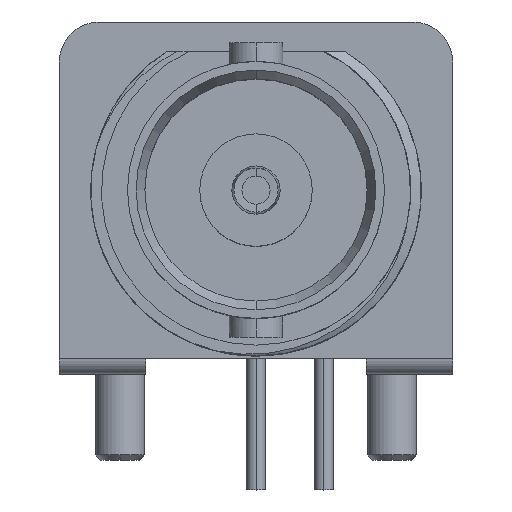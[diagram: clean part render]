
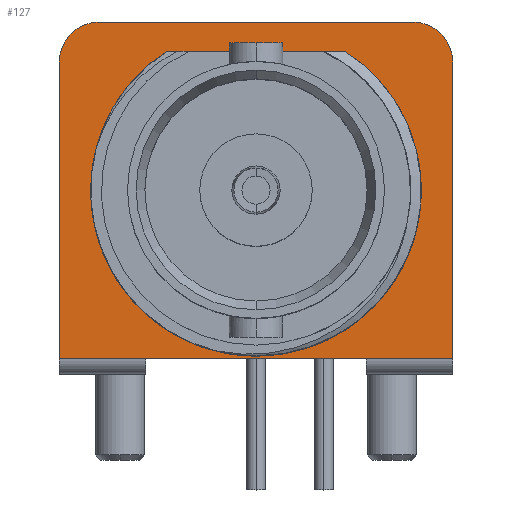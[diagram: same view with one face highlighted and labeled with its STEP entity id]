
A CAD part, top view. The second image highlights one B-rep face of the part: STEP entity #127.
In plain terms, the highlighted planar face has unit normal (0, 0, 1).
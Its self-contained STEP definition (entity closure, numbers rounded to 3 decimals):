
#127=ADVANCED_FACE('',(#361,#362),#363,.T.);
#361=FACE_OUTER_BOUND('',#2436,.T.);
#362=FACE_BOUND('',#2437,.T.);
#363=PLANE('',#2438);
#2436=EDGE_LOOP('',(#3143,#3144,#3145,#3146,#3147,#3148));
#2437=EDGE_LOOP('',(#3149,#3150,#3151,#3152,#3153,#3154,#3155));
#2438=AXIS2_PLACEMENT_3D('',#3156,#3157,#3158);
#3143=ORIENTED_EDGE('',*,*,#3938,.T.);
#3144=ORIENTED_EDGE('',*,*,#3939,.T.);
#3145=ORIENTED_EDGE('',*,*,#3940,.T.);
#3146=ORIENTED_EDGE('',*,*,#3941,.T.);
#3147=ORIENTED_EDGE('',*,*,#3942,.T.);
#3148=ORIENTED_EDGE('',*,*,#3943,.T.);
#3149=ORIENTED_EDGE('',*,*,#3937,.T.);
#3150=ORIENTED_EDGE('',*,*,#3870,.T.);
#3151=ORIENTED_EDGE('',*,*,#3765,.T.);
#3152=ORIENTED_EDGE('',*,*,#3930,.T.);
#3153=ORIENTED_EDGE('',*,*,#3934,.T.);
#3154=ORIENTED_EDGE('',*,*,#3864,.T.);
#3155=ORIENTED_EDGE('',*,*,#3936,.T.);
#3156=CARTESIAN_POINT('',(0.0,0.0,-21.1));
#3157=DIRECTION('',(0.0,0.0,1.0));
#3158=DIRECTION('',(1.0,0.0,0.0));
#3765=EDGE_CURVE('',#4225,#4227,#4229,.T.);
#3864=EDGE_CURVE('',#4409,#4407,#4410,.T.);
#3870=EDGE_CURVE('',#4419,#4225,#4420,.T.);
#3930=EDGE_CURVE('',#4227,#4490,#4492,.T.);
#3934=EDGE_CURVE('',#4490,#4409,#4496,.T.);
#3936=EDGE_CURVE('',#4407,#4497,#4499,.T.);
#3937=EDGE_CURVE('',#4497,#4419,#4500,.T.);
#3938=EDGE_CURVE('',#4501,#4502,#4503,.T.);
#3939=EDGE_CURVE('',#4502,#4504,#4505,.T.);
#3940=EDGE_CURVE('',#4504,#4506,#4507,.T.);
#3941=EDGE_CURVE('',#4506,#4508,#4509,.T.);
#3942=EDGE_CURVE('',#4508,#4510,#4511,.T.);
#3943=EDGE_CURVE('',#4510,#4501,#4512,.T.);
#4225=VERTEX_POINT('',#5470);
#4227=VERTEX_POINT('',#5473);
#4229=CIRCLE('',#5498,6.175);
#4407=VERTEX_POINT('',#5980);
#4409=VERTEX_POINT('',#5983);
#4410=LINE('',#5984,#5985);
#4419=VERTEX_POINT('',#6025);
#4420=CIRCLE('',#6026,6.175);
#4490=VERTEX_POINT('',#7392);
#4492=B_SPLINE_CURVE_WITH_KNOTS('',3,(#7430,#7431,#7432,#7433,#7434,#7435,#7436,#7437,#7438,#7439,#7440,#7441,#7442,#7443),.UNSPECIFIED.,.F.,.F.,(4,1,1,1,1,1,1,1,1,1,1,4),(0.0,0.091,0.182,0.273,0.364,0.455,0.545,0.636,0.727,0.818,0.909,1.0),.UNSPECIFIED.);
#4496=B_SPLINE_CURVE_WITH_KNOTS('',3,(#7533,#7534,#7535,#7536,#7537),.UNSPECIFIED.,.F.,.F.,(4,1,4),(0.0,0.5,1.0),.UNSPECIFIED.);
#4497=VERTEX_POINT('',#7538);
#4499=B_SPLINE_CURVE_WITH_KNOTS('',3,(#7546,#7547,#7548,#7549,#7550,#7551,#7552,#7553,#7554),.UNSPECIFIED.,.F.,.F.,(4,1,1,1,1,1,4),(0.0,0.167,0.333,0.5,0.667,0.833,1.0),.UNSPECIFIED.);
#4500=B_SPLINE_CURVE_WITH_KNOTS('',3,(#7555,#7556,#7557,#7558,#7559,#7560,#7561,#7562,#7563,#7564,#7565,#7566,#7567,#7568,#7569,#7570),.UNSPECIFIED.,.F.,.F.,(4,1,1,1,1,1,1,1,1,1,1,1,1,4),(0.0,0.077,0.154,0.231,0.308,0.385,0.462,0.538,0.615,0.692,0.769,0.846,0.923,1.0),.UNSPECIFIED.);
#4501=VERTEX_POINT('',#7571);
#4502=VERTEX_POINT('',#7572);
#4503=LINE('',#7573,#7574);
#4504=VERTEX_POINT('',#7575);
#4505=LINE('',#7576,#7577);
#4506=VERTEX_POINT('',#7578);
#4507=LINE('',#7579,#7580);
#4508=VERTEX_POINT('',#7581);
#4509=CIRCLE('',#7582,1.5);
#4510=VERTEX_POINT('',#7583);
#4511=LINE('',#7584,#7585);
#4512=CIRCLE('',#7586,1.5);
#5470=CARTESIAN_POINT('',(0.,-6.175,-21.1));
#5473=CARTESIAN_POINT('',(-5.198,-3.334,-21.1));
#5498=AXIS2_PLACEMENT_3D('',#7984,#7985,#7986);
#5980=CARTESIAN_POINT('',(2.512,5.21,-21.1));
#5983=CARTESIAN_POINT('',(-2.512,5.21,-21.1));
#5984=CARTESIAN_POINT('',(-2.512,5.21,-21.1));
#5985=VECTOR('',#8066,5.024);
#6025=CARTESIAN_POINT('',(3.409,-5.149,-21.1));
#6026=AXIS2_PLACEMENT_3D('',#8071,#8072,#8073);
#7392=CARTESIAN_POINT('',(-3.158,4.846,-21.1));
#7430=CARTESIAN_POINT('',(-5.198,-3.334,-21.1));
#7431=CARTESIAN_POINT('',(-5.345,-3.083,-21.1));
#7432=CARTESIAN_POINT('',(-5.6,-2.567,-21.1));
#7433=CARTESIAN_POINT('',(-5.873,-1.738,-21.1));
#7434=CARTESIAN_POINT('',(-6.024,-0.888,-21.1));
#7435=CARTESIAN_POINT('',(-6.054,-0.029,-21.1));
#7436=CARTESIAN_POINT('',(-5.962,0.825,-21.1));
#7437=CARTESIAN_POINT('',(-5.75,1.651,-21.1));
#7438=CARTESIAN_POINT('',(-5.427,2.433,-21.1));
#7439=CARTESIAN_POINT('',(-4.993,3.164,-21.1));
#7440=CARTESIAN_POINT('',(-4.469,3.815,-21.1));
#7441=CARTESIAN_POINT('',(-3.851,4.39,-21.1));
#7442=CARTESIAN_POINT('',(-3.397,4.704,-21.1));
#7443=CARTESIAN_POINT('',(-3.158,4.846,-21.1));
#7533=CARTESIAN_POINT('',(-3.158,4.846,-21.1));
#7534=CARTESIAN_POINT('',(-3.054,4.913,-21.1));
#7535=CARTESIAN_POINT('',(-2.843,5.042,-21.1));
#7536=CARTESIAN_POINT('',(-2.624,5.156,-21.1));
#7537=CARTESIAN_POINT('',(-2.512,5.21,-21.1));
#7538=CARTESIAN_POINT('',(4.846,3.158,-21.1));
#7546=CARTESIAN_POINT('',(2.512,5.21,-21.1));
#7547=CARTESIAN_POINT('',(2.677,5.13,-21.1));
#7548=CARTESIAN_POINT('',(2.994,4.958,-21.1));
#7549=CARTESIAN_POINT('',(3.422,4.672,-21.1));
#7550=CARTESIAN_POINT('',(3.828,4.347,-21.1));
#7551=CARTESIAN_POINT('',(4.206,3.982,-21.1));
#7552=CARTESIAN_POINT('',(4.549,3.585,-21.1));
#7553=CARTESIAN_POINT('',(4.751,3.303,-21.1));
#7554=CARTESIAN_POINT('',(4.846,3.158,-21.1));
#7555=CARTESIAN_POINT('',(4.846,3.158,-21.1));
#7556=CARTESIAN_POINT('',(5.015,2.921,-21.1));
#7557=CARTESIAN_POINT('',(5.315,2.427,-21.1));
#7558=CARTESIAN_POINT('',(5.657,1.61,-21.1));
#7559=CARTESIAN_POINT('',(5.87,0.756,-21.1));
#7560=CARTESIAN_POINT('',(5.954,-0.119,-21.1));
#7561=CARTESIAN_POINT('',(5.909,-0.969,-21.1));
#7562=CARTESIAN_POINT('',(5.764,-1.719,-21.1));
#7563=CARTESIAN_POINT('',(5.558,-2.365,-21.1));
#7564=CARTESIAN_POINT('',(5.308,-2.934,-21.1));
#7565=CARTESIAN_POINT('',(5.019,-3.446,-21.1));
#7566=CARTESIAN_POINT('',(4.684,-3.927,-21.1));
#7567=CARTESIAN_POINT('',(4.3,-4.378,-21.1));
#7568=CARTESIAN_POINT('',(3.874,-4.79,-21.1));
#7569=CARTESIAN_POINT('',(3.568,-5.034,-21.1));
#7570=CARTESIAN_POINT('',(3.409,-5.149,-21.1));
#7571=CARTESIAN_POINT('',(-7.35,4.81,-21.1));
#7572=CARTESIAN_POINT('',(-7.35,-6.25,-21.1));
#7573=CARTESIAN_POINT('',(-7.35,4.81,-21.1));
#7574=VECTOR('',#8083,11.06);
#7575=CARTESIAN_POINT('',(7.35,-6.25,-21.1));
#7576=CARTESIAN_POINT('',(-7.35,-6.25,-21.1));
#7577=VECTOR('',#8084,14.7);
#7578=CARTESIAN_POINT('',(7.35,4.81,-21.1));
#7579=CARTESIAN_POINT('',(7.35,-6.25,-21.1));
#7580=VECTOR('',#8085,11.06);
#7581=CARTESIAN_POINT('',(5.85,6.31,-21.1));
#7582=AXIS2_PLACEMENT_3D('',#8086,#8087,#8088);
#7583=CARTESIAN_POINT('',(-5.85,6.31,-21.1));
#7584=CARTESIAN_POINT('',(5.85,6.31,-21.1));
#7585=VECTOR('',#8089,11.7);
#7586=AXIS2_PLACEMENT_3D('',#8090,#8091,#8092);
#7984=CARTESIAN_POINT('',(0.0,0.0,-21.1));
#7985=DIRECTION('',(0.0,0.0,-1.0));
#7986=DIRECTION('',(0.552,-0.834,0.0));
#8066=DIRECTION('',(1.0,0.0,0.0));
#8071=CARTESIAN_POINT('',(0.0,0.0,-21.1));
#8072=DIRECTION('',(0.0,0.0,-1.0));
#8073=DIRECTION('',(0.552,-0.834,0.0));
#8083=DIRECTION('',(0.0,-1.0,0.0));
#8084=DIRECTION('',(1.0,0.0,0.0));
#8085=DIRECTION('',(0.0,1.0,0.0));
#8086=CARTESIAN_POINT('',(5.85,4.81,-21.1));
#8087=DIRECTION('',(0.0,0.0,1.0));
#8088=DIRECTION('',(1.0,0.0,0.0));
#8089=DIRECTION('',(-1.0,0.0,0.0));
#8090=CARTESIAN_POINT('',(-5.85,4.81,-21.1));
#8091=DIRECTION('',(0.0,-0.0,1.0));
#8092=DIRECTION('',(0.0,1.0,0.0));
